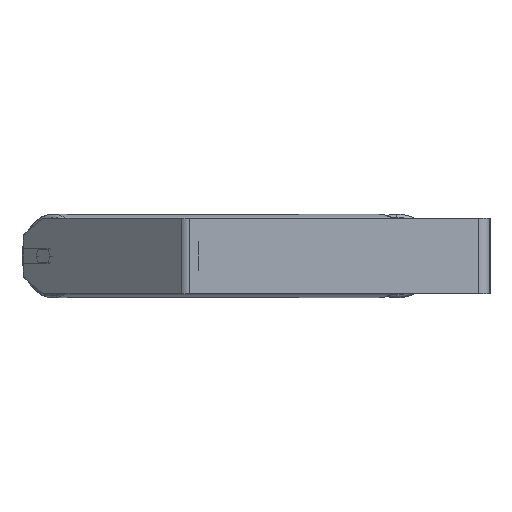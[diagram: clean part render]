
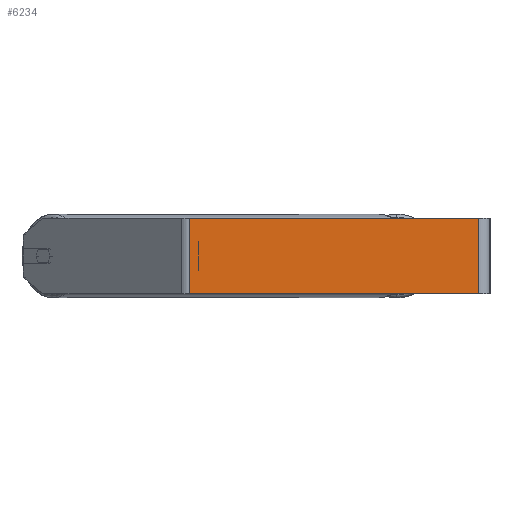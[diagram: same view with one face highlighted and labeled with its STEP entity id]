
A CAD part, left-side view. The second image highlights one B-rep face of the part: STEP entity #6234.
In plain terms, the highlighted planar face has unit normal (-1, 0, 0).
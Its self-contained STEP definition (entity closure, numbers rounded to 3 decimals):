
#38 = ORIENTED_EDGE ( 'NONE', *, *, #5588, .F. ) ;
#328 = ORIENTED_EDGE ( 'NONE', *, *, #4367, .T. ) ;
#441 = LINE ( 'NONE', #7133, #7688 ) ;
#497 = VECTOR ( 'NONE', #4096, 1000. ) ;
#940 = DIRECTION ( 'NONE',  ( 1., 0., 0. ) ) ;
#1129 = CARTESIAN_POINT ( 'NONE',  ( -800., 319.906, -40. ) ) ;
#1808 = DIRECTION ( 'NONE',  ( 0., -1., 0. ) ) ;
#1926 = EDGE_CURVE ( 'NONE', #2397, #8722, #3221, .T. ) ;
#2343 = ORIENTED_EDGE ( 'NONE', *, *, #7099, .F. ) ;
#2397 = VERTEX_POINT ( 'NONE', #4628 ) ;
#2677 = CARTESIAN_POINT ( 'NONE',  ( -800., 324.876, 40. ) ) ;
#2944 = PLANE ( 'NONE',  #4308 ) ;
#3102 = DIRECTION ( 'NONE',  ( 0., 0., -1. ) ) ;
#3221 = LINE ( 'NONE', #6671, #6526 ) ;
#3259 = CARTESIAN_POINT ( 'NONE',  ( -800., 12., 40. ) ) ;
#4096 = DIRECTION ( 'NONE',  ( 0., -1., 0. ) ) ;
#4308 = AXIS2_PLACEMENT_3D ( 'NONE', #4989, #940, #6355 ) ;
#4367 = EDGE_CURVE ( 'NONE', #8722, #6891, #8543, .T. ) ;
#4569 = VECTOR ( 'NONE', #1808, 1000. ) ;
#4628 = CARTESIAN_POINT ( 'NONE',  ( -800., 319.906, 40. ) ) ;
#4989 = CARTESIAN_POINT ( 'NONE',  ( -800., 324.876, 40. ) ) ;
#5588 = EDGE_CURVE ( 'NONE', #8706, #6891, #441, .T. ) ;
#5879 = CARTESIAN_POINT ( 'NONE',  ( -800., 12., -40. ) ) ;
#5936 = CARTESIAN_POINT ( 'NONE',  ( -800., 324.876, -40. ) ) ;
#6015 = DIRECTION ( 'NONE',  ( 0., 0., -1. ) ) ;
#6234 = ADVANCED_FACE ( 'NONE', ( #6527 ), #2944, .F. ) ;
#6355 = DIRECTION ( 'NONE',  ( 0., 0., -1. ) ) ;
#6526 = VECTOR ( 'NONE', #6015, 1000. ) ;
#6527 = FACE_OUTER_BOUND ( 'NONE', #8347, .T. ) ;
#6671 = CARTESIAN_POINT ( 'NONE',  ( -800., 319.906, 40. ) ) ;
#6891 = VERTEX_POINT ( 'NONE', #5879 ) ;
#7087 = ORIENTED_EDGE ( 'NONE', *, *, #1926, .T. ) ;
#7099 = EDGE_CURVE ( 'NONE', #2397, #8706, #8028, .T. ) ;
#7133 = CARTESIAN_POINT ( 'NONE',  ( -800., 12., 40. ) ) ;
#7688 = VECTOR ( 'NONE', #3102, 1000. ) ;
#8028 = LINE ( 'NONE', #2677, #497 ) ;
#8347 = EDGE_LOOP ( 'NONE', ( #328, #38, #2343, #7087 ) ) ;
#8543 = LINE ( 'NONE', #5936, #4569 ) ;
#8706 = VERTEX_POINT ( 'NONE', #3259 ) ;
#8722 = VERTEX_POINT ( 'NONE', #1129 ) ;
